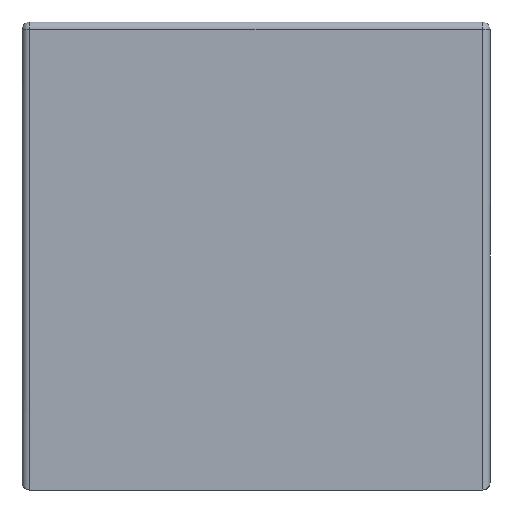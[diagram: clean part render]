
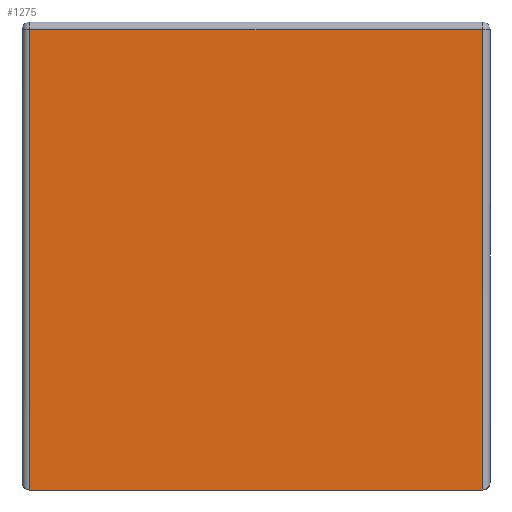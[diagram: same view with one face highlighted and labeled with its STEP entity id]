
A CAD part, front view. The second image highlights one B-rep face of the part: STEP entity #1275.
In plain terms, the highlighted planar face has unit normal (0, -1, 0).
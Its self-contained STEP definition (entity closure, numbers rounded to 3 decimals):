
#1116 = EDGE_CURVE ( 'NONE', #1117, #1118, #4552, .T. ) ;
#1117 = VERTEX_POINT ( 'NONE', #4548 ) ;
#1118 = VERTEX_POINT ( 'NONE', #4547 ) ;
#1275 = ADVANCED_FACE ( 'NONE', ( #4781 ), #4780, .T. ) ;
#1276 = EDGE_LOOP ( 'NONE', ( #1277, #1281, #1283, #1284 ) ) ;
#1277 = ORIENTED_EDGE ( 'NONE', *, *, #1278, .T. ) ;
#1278 = EDGE_CURVE ( 'NONE', #1279, #1280, #4778, .T. ) ;
#1279 = VERTEX_POINT ( 'NONE', #4836 ) ;
#1280 = VERTEX_POINT ( 'NONE', #4835 ) ;
#1281 = ORIENTED_EDGE ( 'NONE', *, *, #1282, .T. ) ;
#1282 = EDGE_CURVE ( 'NONE', #1280, #1118, #4834, .T. ) ;
#1283 = ORIENTED_EDGE ( 'NONE', *, *, #1116, .F. ) ;
#1284 = ORIENTED_EDGE ( 'NONE', *, *, #1338, .T. ) ;
#1338 = EDGE_CURVE ( 'NONE', #1117, #1279, #4924, .T. ) ;
#4547 = CARTESIAN_POINT ( 'NONE',  ( -1.45, -0.425, -1.5 ) ) ;
#4548 = CARTESIAN_POINT ( 'NONE',  ( 1.45, -0.425, -1.5 ) ) ;
#4549 = DIRECTION ( 'NONE',  ( -1., 0., 0. ) ) ;
#4550 = VECTOR ( 'NONE', #4549, 1000. ) ;
#4551 = CARTESIAN_POINT ( 'NONE',  ( -1.5, -0.425, -1.5 ) ) ;
#4552 = LINE ( 'NONE', #4551, #4550 ) ;
#4772 = DIRECTION ( 'NONE',  ( -1., 0., 0. ) ) ;
#4773 = VECTOR ( 'NONE', #4772, 1000. ) ;
#4774 = CARTESIAN_POINT ( 'NONE',  ( -1.5, -0.425, 1.45 ) ) ;
#4775 = DIRECTION ( 'NONE',  ( 0., 0., -1. ) ) ;
#4776 = DIRECTION ( 'NONE',  ( 0., -1., 0. ) ) ;
#4777 = CARTESIAN_POINT ( 'NONE',  ( 1.5, -0.425, -1.5 ) ) ;
#4778 = LINE ( 'NONE', #4774, #4773 ) ;
#4779 = AXIS2_PLACEMENT_3D ( 'NONE', #4777, #4776, #4775 ) ;
#4780 = PLANE ( 'NONE',  #4779 ) ;
#4781 = FACE_OUTER_BOUND ( 'NONE', #1276, .T. ) ;
#4831 = DIRECTION ( 'NONE',  ( 0., 0., -1. ) ) ;
#4832 = VECTOR ( 'NONE', #4831, 1000. ) ;
#4833 = CARTESIAN_POINT ( 'NONE',  ( -1.45, -0.425, -1.5 ) ) ;
#4834 = LINE ( 'NONE', #4833, #4832 ) ;
#4835 = CARTESIAN_POINT ( 'NONE',  ( -1.45, -0.425, 1.45 ) ) ;
#4836 = CARTESIAN_POINT ( 'NONE',  ( 1.45, -0.425, 1.45 ) ) ;
#4921 = DIRECTION ( 'NONE',  ( 0., 0., 1. ) ) ;
#4922 = VECTOR ( 'NONE', #4921, 1000. ) ;
#4923 = CARTESIAN_POINT ( 'NONE',  ( 1.45, -0.425, 1.5 ) ) ;
#4924 = LINE ( 'NONE', #4923, #4922 ) ;
